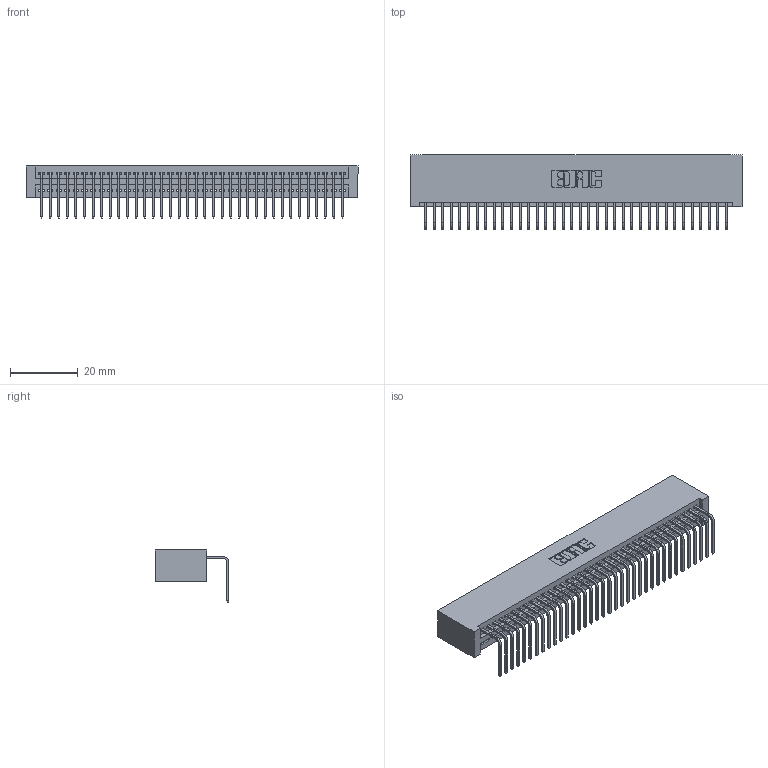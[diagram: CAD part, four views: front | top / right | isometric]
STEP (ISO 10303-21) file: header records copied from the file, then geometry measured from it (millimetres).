
FILE_DESCRIPTION (( 'STEP AP203' ), '1' );
FILE_NAME ('345-036-558-101.STEP', '2018-08-30T00:30:29', ( '' ), ( '' ), 'SwSTEP 2.0', 'SolidWorks 2016', '' );
FILE_SCHEMA (( 'CONFIG_CONTROL_DESIGN' ));
Length unit declared in the file: inch
Products named in the file (3): 345 Part_No Mounting Lugs; 345-292-001_558 Tail - 2; 345-036-558-101
Assembly tree (37 placements, depth 2):
  345-036-558-101
    345 Part_No Mounting Lugs
    345-292-001_558 Tail - 2  x36
Bounding box: 98.04 x 21.83 x 15.37 mm (x, y, z)
Volume: 9967.5 mm3; surface area: 14059.3 mm2
Topology: 37 solids, 37 shells, 2278 faces, 6869 edges, 4530 vertices
Faces by surface type: plane 1588, cylinder 690
Entity records: 27709 total; most frequent: CARTESIAN_POINT 4808, ORIENTED_EDGE 4778, DIRECTION 4201, EDGE_CURVE 2389, LINE 2121, VECTOR 2121, VERTEX_POINT 1590, AXIS2_PLACEMENT_3D 1040
